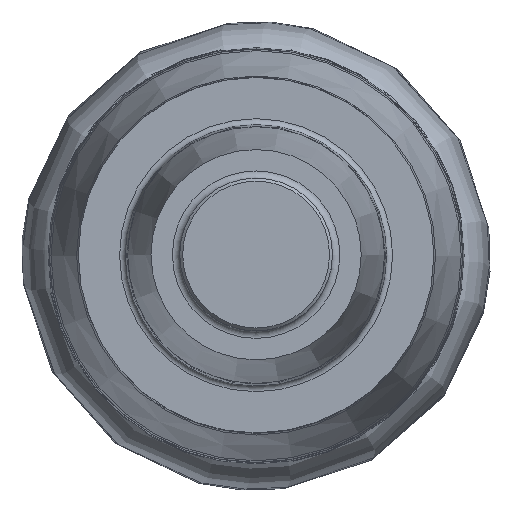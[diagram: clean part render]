
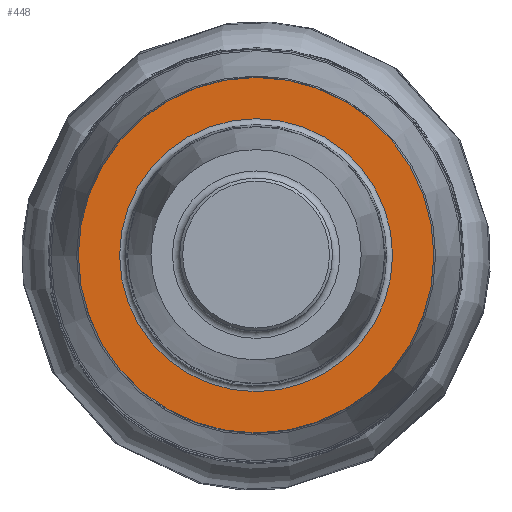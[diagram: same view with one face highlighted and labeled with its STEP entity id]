
A CAD part, top view. The second image highlights one B-rep face of the part: STEP entity #448.
In plain terms, the highlighted planar face has unit normal (0, 0, 1).
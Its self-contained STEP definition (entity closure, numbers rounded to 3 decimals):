
#146=PLANE('',#689);
#213=EDGE_LOOP('',(#277));
#214=EDGE_LOOP('',(#278));
#277=ORIENTED_EDGE('',*,*,#353,.T.);
#278=ORIENTED_EDGE('',*,*,#354,.T.);
#353=EDGE_CURVE('',#540,#540,#402,.T.);
#354=EDGE_CURVE('',#541,#541,#403,.T.);
#402=CIRCLE('',#686,9.292);
#403=CIRCLE('',#688,12.1);
#448=ADVANCED_FACE('CU_SU_2',(#508,#509),#146,.T.);
#508=FACE_BOUND('',#213,.T.);
#509=FACE_BOUND('',#214,.T.);
#540=VERTEX_POINT('',#5650);
#541=VERTEX_POINT('',#5653);
#686=AXIS2_PLACEMENT_3D('',#5649,#814,#815);
#688=AXIS2_PLACEMENT_3D('',#5652,#818,#819);
#689=AXIS2_PLACEMENT_3D('',#5654,#820,#821);
#814=DIRECTION('',(0.,0.,-1.));
#815=DIRECTION('',(1.,0.,0.));
#818=DIRECTION('',(0.,0.,1.));
#819=DIRECTION('',(1.,0.,0.));
#820=DIRECTION('',(0.,0.,1.));
#821=DIRECTION('',(1.,0.,0.));
#5649=CARTESIAN_POINT('',(0.,0.,0.));
#5650=CARTESIAN_POINT('',(9.292,0.,0.));
#5652=CARTESIAN_POINT('',(0.,0.,0.));
#5653=CARTESIAN_POINT('',(12.1,0.,0.));
#5654=CARTESIAN_POINT('',(-8.907,0.,0.));
